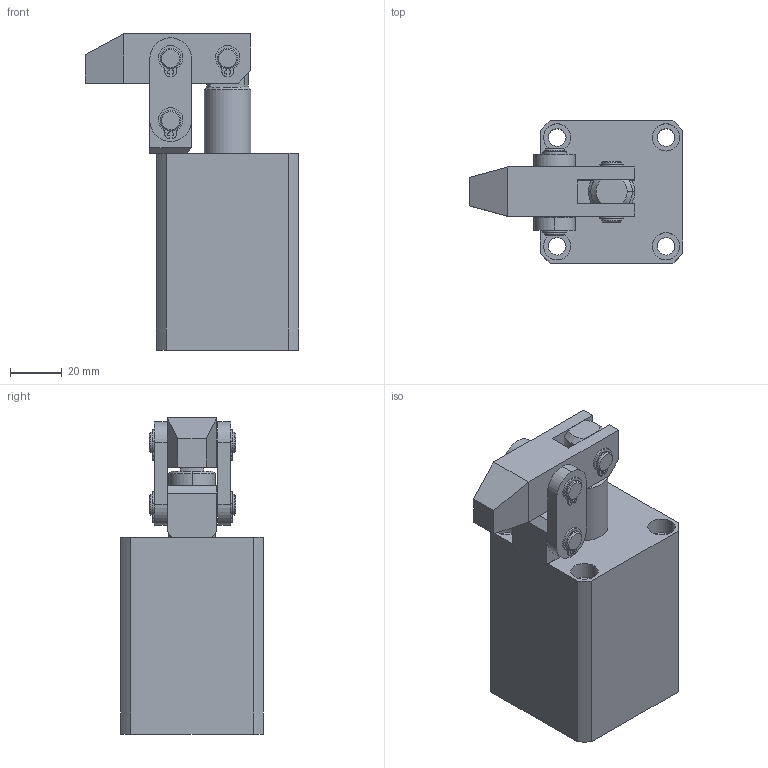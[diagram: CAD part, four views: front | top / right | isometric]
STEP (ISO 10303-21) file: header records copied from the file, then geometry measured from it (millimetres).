
FILE_DESCRIPTION (( 'STEP AP203' ), '1' );
FILE_NAME ('HLC-M25L.STEP', '2020-09-15T06:11:54', ( '微软用户' ), ( '微软中国' ), 'SwSTEP 2.0', 'SolidWorks 2012', '' );
FILE_SCHEMA (( 'CONFIG_CONTROL_DESIGN' ));
Length unit declared in the file: millimetre
Products named in the file (9): HLC-M25L; HLC-25盓傅釱; circlips for shaft--type a small gb_GB_CONNECTING_PIECE_RING_RRA 8; HLC-25酗种; HLC-25揤旋; HLC-25蟀裝; HLC-25活塞杆; HLC-25傻种; HLC-M25掛极
Assembly tree (15 placements, depth 2):
  HLC-M25L
    HLC-M25掛极
    HLC-25傻种
    HLC-25活塞杆
    HLC-25蟀裝  x2
    HLC-25揤旋
    HLC-25酗种  x2
    circlips for shaft--type a small gb_GB_CONNECTING_PIECE_RING_RRA 8  x6
    HLC-25盓傅釱
Bounding box: 82.5 x 55 x 122 mm (x, y, z)
Volume: 242021.4 mm3; surface area: 54974.4 mm2
Topology: 15 solids, 15 shells, 375 faces, 917 edges, 600 vertices
Faces by surface type: cylinder 183, plane 149, cone 21, bspline 16, torus 6
Entity records: 8904 total; most frequent: CARTESIAN_POINT 2076, DIRECTION 1225, ORIENTED_EDGE 1134, EDGE_CURVE 567, AXIS2_PLACEMENT_3D 453, VERTEX_POINT 368, LINE 319, VECTOR 319
